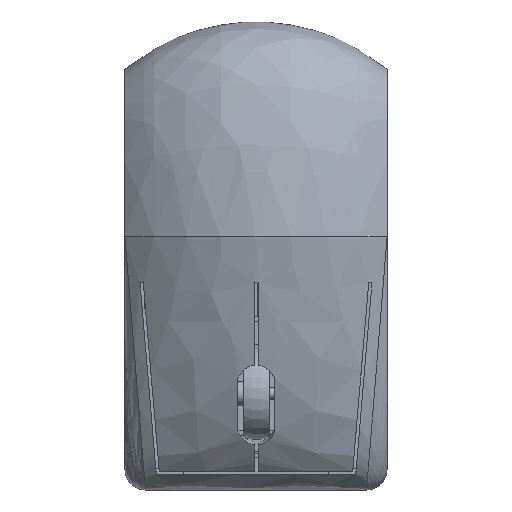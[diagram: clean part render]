
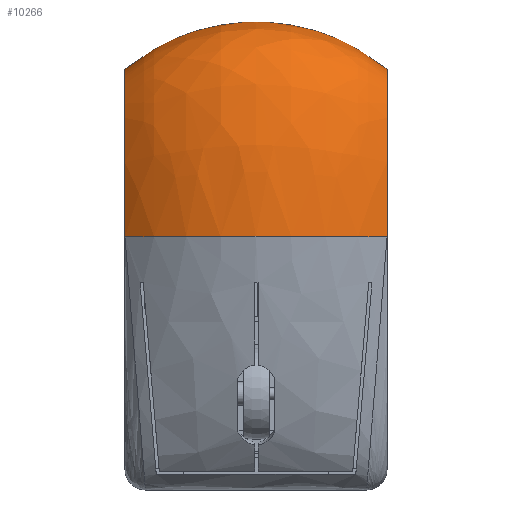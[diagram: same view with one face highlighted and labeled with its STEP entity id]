
A CAD part, top view. The second image highlights one B-rep face of the part: STEP entity #10266.
In plain terms, the highlighted free-form (B-spline) face has degree [3, 3] with [10, 4] control points.
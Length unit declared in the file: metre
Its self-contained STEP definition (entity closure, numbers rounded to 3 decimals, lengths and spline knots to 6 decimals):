
#2992=CIRCLE('',#10901,0.049837);
#3001=CIRCLE('',#10939,0.049837);
#3413=ORIENTED_EDGE('',*,*,#6292,.F.);
#3414=ORIENTED_EDGE('',*,*,#6265,.F.);
#3415=ORIENTED_EDGE('',*,*,#6222,.T.);
#3416=ORIENTED_EDGE('',*,*,#6262,.T.);
#6222=EDGE_CURVE('',#7705,#7704,#2992,.F.);
#6262=EDGE_CURVE('',#7704,#7734,#8739,.T.);
#6265=EDGE_CURVE('',#7705,#7737,#8742,.T.);
#6292=EDGE_CURVE('',#7737,#7734,#3001,.F.);
#7704=VERTEX_POINT('',#15264);
#7705=VERTEX_POINT('',#15266);
#7734=VERTEX_POINT('',#15605);
#7737=VERTEX_POINT('',#15625);
#8739=B_SPLINE_CURVE_WITH_KNOTS('',3,(#15607,#15608,#15609,#15610),
 .UNSPECIFIED.,.F.,.F.,(4,4),(0.,1.),.PIECEWISE_BEZIER_KNOTS.);
#8742=B_SPLINE_CURVE_WITH_KNOTS('',3,(#15621,#15622,#15623,#15624),
 .UNSPECIFIED.,.F.,.F.,(4,4),(0.,1.),.PIECEWISE_BEZIER_KNOTS.);
#8804=EDGE_LOOP('',(#3413,#3414,#3415,#3416));
#9529=FACE_BOUND('',#8804,.T.);
#10219=B_SPLINE_SURFACE_WITH_KNOTS('',3,3,((#16483,#16484,#16485,#16486),
(#16487,#16488,#16489,#16490),(#16491,#16492,#16493,#16494),(#16495,#16496,
#16497,#16498),(#16499,#16500,#16501,#16502),(#16503,#16504,#16505,#16506),
(#16507,#16508,#16509,#16510),(#16511,#16512,#16513,#16514),(#16515,#16516,
#16517,#16518),(#16519,#16520,#16521,#16522)),.UNSPECIFIED.,.F.,.F.,.F.,
(4,2,2,2,4),(4,4),(0.,0.25,0.5,0.75,1.),(0.,1.006),
 .UNSPECIFIED.);
#10266=ADVANCED_FACE('',(#9529),#10219,.T.);
#10901=AXIS2_PLACEMENT_3D('',#15265,#11701,#11702);
#10939=AXIS2_PLACEMENT_3D('',#16523,#11800,#11801);
#11701=DIRECTION('',(0.,-1.,0.));
#11702=DIRECTION('',(0.,0.,-1.));
#11800=DIRECTION('',(0.,0.,1.));
#11801=DIRECTION('',(1.,0.,0.));
#15264=CARTESIAN_POINT('',(0.037396,0.,0.021966));
#15265=CARTESIAN_POINT('',(0.005433,0.,-0.016271));
#15266=CARTESIAN_POINT('',(-0.02653,0.,0.021966));
#15605=CARTESIAN_POINT('',(0.037396,0.040754,0.0031));
#15607=CARTESIAN_POINT('',(0.037396,0.,0.021966));
#15608=CARTESIAN_POINT('',(0.037396,0.041169,0.021966));
#15609=CARTESIAN_POINT('',(0.037396,0.040961,0.012533));
#15610=CARTESIAN_POINT('',(0.037396,0.040754,0.0031));
#15621=CARTESIAN_POINT('',(-0.02653,0.,0.021966));
#15622=CARTESIAN_POINT('',(-0.02653,0.041169,0.021966));
#15623=CARTESIAN_POINT('',(-0.02653,0.040961,0.012533));
#15624=CARTESIAN_POINT('',(-0.02653,0.040754,0.0031));
#15625=CARTESIAN_POINT('',(-0.02653,0.040754,0.0031));
#16483=CARTESIAN_POINT('',(-0.02653,0.,0.021966));
#16484=CARTESIAN_POINT('',(-0.02653,0.041416,0.021966));
#16485=CARTESIAN_POINT('',(-0.02653,0.040959,0.01242));
#16486=CARTESIAN_POINT('',(-0.02653,0.04075,0.00293));
#16487=CARTESIAN_POINT('',(-0.022093,0.,0.025675));
#16488=CARTESIAN_POINT('',(-0.022093,0.045148,0.025675));
#16489=CARTESIAN_POINT('',(-0.022093,0.044668,0.014252));
#16490=CARTESIAN_POINT('',(-0.022093,0.044459,0.002897));
#16491=CARTESIAN_POINT('',(-0.017005,0.,0.028604));
#16492=CARTESIAN_POINT('',(-0.017005,0.048137,0.028604));
#16493=CARTESIAN_POINT('',(-0.017005,0.047617,0.015699));
#16494=CARTESIAN_POINT('',(-0.017005,0.047387,0.00287));
#16495=CARTESIAN_POINT('',(-0.006132,0.,0.032549));
#16496=CARTESIAN_POINT('',(-0.006132,0.052168,0.032549));
#16497=CARTESIAN_POINT('',(-0.006132,0.051594,0.017648));
#16498=CARTESIAN_POINT('',(-0.006132,0.051332,0.002835));
#16499=CARTESIAN_POINT('',(-0.00035,0.,0.033566));
#16500=CARTESIAN_POINT('',(-0.00035,0.053212,0.033566));
#16501=CARTESIAN_POINT('',(-0.00035,0.052621,0.01815));
#16502=CARTESIAN_POINT('',(-0.00035,0.052349,0.002826));
#16503=CARTESIAN_POINT('',(0.011216,0.,0.033566));
#16504=CARTESIAN_POINT('',(0.011216,0.053212,0.033566));
#16505=CARTESIAN_POINT('',(0.011216,0.052621,0.01815));
#16506=CARTESIAN_POINT('',(0.011216,0.052349,0.002826));
#16507=CARTESIAN_POINT('',(0.016998,0.,0.032549));
#16508=CARTESIAN_POINT('',(0.016998,0.052168,0.032549));
#16509=CARTESIAN_POINT('',(0.016998,0.051594,0.017648));
#16510=CARTESIAN_POINT('',(0.016998,0.051332,0.002835));
#16511=CARTESIAN_POINT('',(0.027871,0.,0.028604));
#16512=CARTESIAN_POINT('',(0.027871,0.048137,0.028604));
#16513=CARTESIAN_POINT('',(0.027871,0.047617,0.015699));
#16514=CARTESIAN_POINT('',(0.027871,0.047387,0.00287));
#16515=CARTESIAN_POINT('',(0.032959,0.,0.025675));
#16516=CARTESIAN_POINT('',(0.032959,0.045148,0.025675));
#16517=CARTESIAN_POINT('',(0.032959,0.044668,0.014252));
#16518=CARTESIAN_POINT('',(0.032959,0.044459,0.002897));
#16519=CARTESIAN_POINT('',(0.037396,0.,0.021966));
#16520=CARTESIAN_POINT('',(0.037396,0.041416,0.021966));
#16521=CARTESIAN_POINT('',(0.037396,0.040959,0.01242));
#16522=CARTESIAN_POINT('',(0.037396,0.04075,0.00293));
#16523=CARTESIAN_POINT('',(0.005433,0.002517,0.0031));
